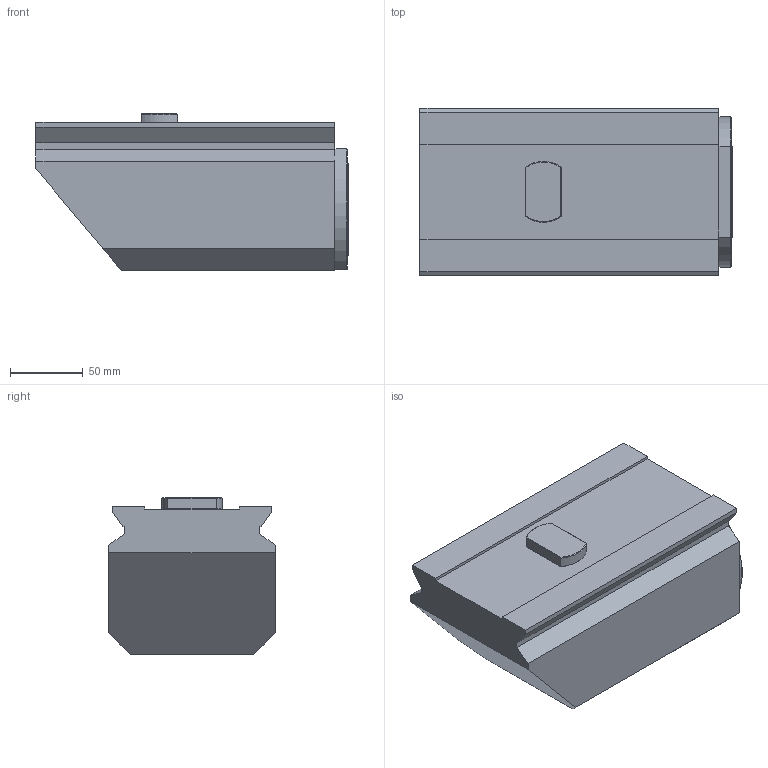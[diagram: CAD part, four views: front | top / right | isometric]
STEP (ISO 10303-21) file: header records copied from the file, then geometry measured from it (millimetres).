
FILE_DESCRIPTION(/* description */ (''),/* implementation_level */ '2;1');
FILE_NAME(/* name */ '1597300374882.stp',/* time_stamp */ '2020-08-13T08:33:03+02:00',/* author */ (''),/* organization */ ('SMS'),/* preprocessor_version */ 'ST-DEVELOPER v16.7',/* originating_system */ 'SIEMENS PLM Software NX 12.0',/* authorisation */ '');
FILE_SCHEMA (('AUTOMOTIVE_DESIGN { 1 0 10303 214 3 1 1 1 }'));
Length unit declared in the file: millimetre
Products named in the file (1): 201817153mod000_01
Bounding box: 215 x 115 x 108 mm (x, y, z)
Volume: 2069576.2 mm3; surface area: 112765.2 mm2
Topology: 1 solids, 1 shells, 56 faces, 136 edges, 90 vertices
Faces by surface type: plane 38, cone 12, cylinder 6
Full cylindrical faces by diameter (mm): 4 x1, 63 x1
Entity records: 1738 total; most frequent: CARTESIAN_POINT 375, DIRECTION 269, ORIENTED_EDGE 266, EDGE_CURVE 133, LINE 91, VECTOR 91, AXIS2_PLACEMENT_3D 89, VERTEX_POINT 86
